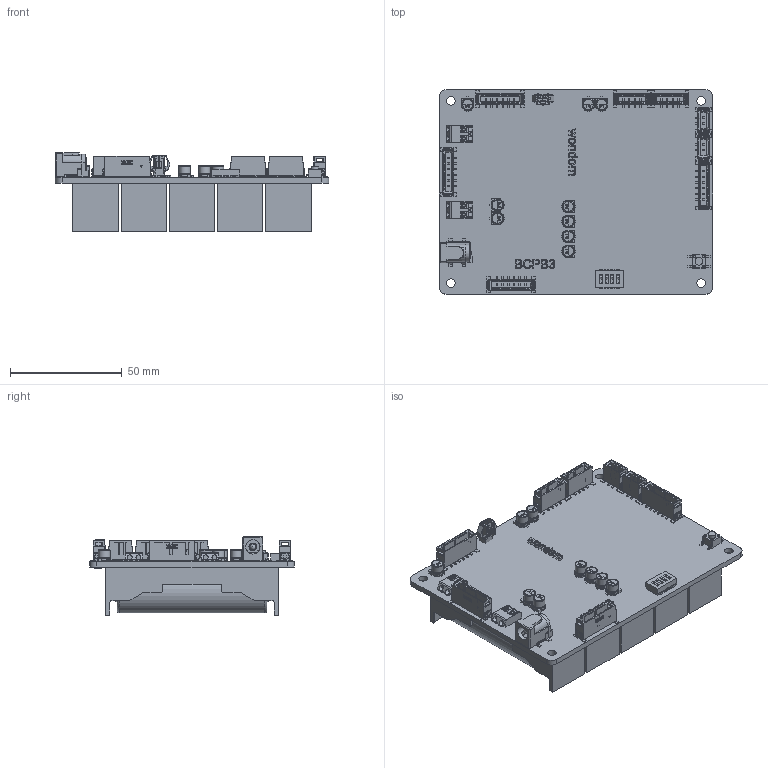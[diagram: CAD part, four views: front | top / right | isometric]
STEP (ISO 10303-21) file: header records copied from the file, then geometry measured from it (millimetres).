
FILE_DESCRIPTION(/* description */ (''),/* implementation_level */ '2;1');
FILE_NAME(/* name */ 'WONDOM BCPB3 v7.step',/* time_stamp */ '2022-08-23T22:34:05+02:00',/* author */ (''),/* organization */ (''),/* preprocessor_version */ 'ST-DEVELOPER v19',/* originating_system */ 'Autodesk Translation Framework v11.7.0.108',/* authorisation */ '');
FILE_SCHEMA (('AUTOMOTIVE_DESIGN { 1 0 10303 214 3 1 1 }'));
Products named in the file (11): WONDOM BCPB3; wondom ps-bc12111_bat18650; Jack 5.5; 177906-1; 2pin; switch DIP; 4pin 1; 6pin; exv106m035a9daa_1; 2060-402; 4-1437565-1
Assembly tree (28 placements, depth 2):
  WONDOM BCPB3
    wondom ps-bc12111_bat18650  x5
    Jack 5.5
    177906-1
    6pin  x4
    2pin  x2
    switch DIP
    4pin 1  x2
    exv106m035a9daa_1  x9
    2060-402  x2
    4-1437565-1
Bounding box: 122.23 x 91.34 x 35 mm (x, y, z)
Volume: 143502.6 mm3; surface area: 99330.4 mm2
Topology: 70 solids, 70 shells, 5108 faces, 13612 edges, 8865 vertices
Faces by surface type: plane 3752, cylinder 997, bspline 208, torus 91, cone 52, sphere 8
Full cylindrical faces by diameter (mm): 1 x4, 1.4 x1, 1.45 x1, 1.5 x8, 1.6 x1, 1.8 x2, 2 x4, 2.25 x4, 2.35 x1, 2.5 x1, 3 x1, 3.2 x1, 3.5 x2, 3.8 x4, 5.257 x18, 6.4 x1, 18 x5
Entity records: 79295 total; most frequent: CARTESIAN_POINT 16919, ORIENTED_EDGE 13162, DIRECTION 11728, EDGE_CURVE 6581, LINE 5198, VECTOR 5198, VERTEX_POINT 4296, AXIS2_PLACEMENT_3D 3265
